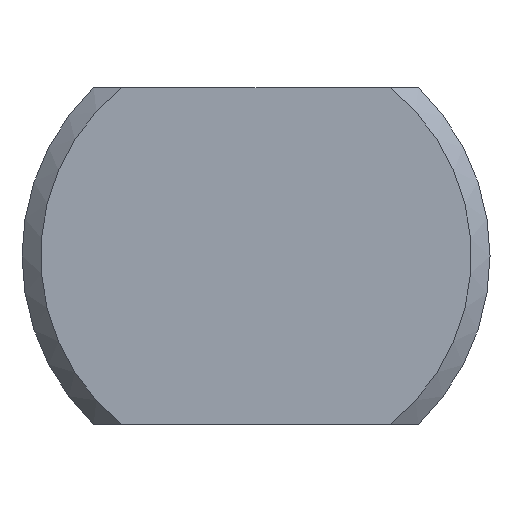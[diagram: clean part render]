
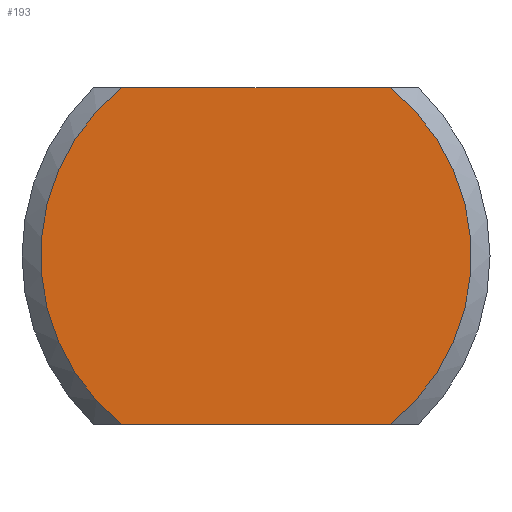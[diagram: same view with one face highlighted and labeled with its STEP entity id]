
A CAD part, left-side view. The second image highlights one B-rep face of the part: STEP entity #193.
In plain terms, the highlighted planar face has unit normal (-1, 0, 0).
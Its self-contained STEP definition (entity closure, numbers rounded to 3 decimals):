
#34 = DIRECTION ( 'NONE',  ( -1., 0., 0. ) ) ;
#42 = DIRECTION ( 'NONE',  ( 0., 0., -1. ) ) ;
#72 = CARTESIAN_POINT ( 'NONE',  ( 0., -25.945, -9. ) ) ;
#75 = AXIS2_PLACEMENT_3D ( 'NONE', #427, #552, #213 ) ;
#86 = DIRECTION ( 'NONE',  ( -1., 0., 0. ) ) ;
#96 = EDGE_CURVE ( 'NONE', #237, #146, #301, .T. ) ;
#98 = VERTEX_POINT ( 'NONE', #417 ) ;
#99 = EDGE_CURVE ( 'NONE', #98, #394, #243, .T. ) ;
#109 = EDGE_LOOP ( 'NONE', ( #240, #214, #220, #445 ) ) ;
#124 = FACE_OUTER_BOUND ( 'NONE', #109, .T. ) ;
#138 = EDGE_CURVE ( 'NONE', #394, #237, #254, .T. ) ;
#142 = VECTOR ( 'NONE', #257, 1000. ) ;
#146 = VERTEX_POINT ( 'NONE', #332 ) ;
#163 = DIRECTION ( 'NONE',  ( 0., -1., 0. ) ) ;
#173 = PLANE ( 'NONE',  #75 ) ;
#177 = VECTOR ( 'NONE', #163, 1000. ) ;
#189 = AXIS2_PLACEMENT_3D ( 'NONE', #434, #86, #42 ) ;
#193 = ADVANCED_FACE ( 'NONE', ( #124 ), #173, .F. ) ;
#213 = DIRECTION ( 'NONE',  ( 0., 0., -1. ) ) ;
#214 = ORIENTED_EDGE ( 'NONE', *, *, #456, .T. ) ;
#220 = ORIENTED_EDGE ( 'NONE', *, *, #99, .T. ) ;
#237 = VERTEX_POINT ( 'NONE', #322 ) ;
#240 = ORIENTED_EDGE ( 'NONE', *, *, #96, .T. ) ;
#243 = LINE ( 'NONE', #72, #177 ) ;
#254 = CIRCLE ( 'NONE', #189, 11.5 ) ;
#257 = DIRECTION ( 'NONE',  ( 0., 1., 0. ) ) ;
#301 = LINE ( 'NONE', #370, #142 ) ;
#307 = AXIS2_PLACEMENT_3D ( 'NONE', #402, #34, #549 ) ;
#322 = CARTESIAN_POINT ( 'NONE',  ( 0., -7.159, 9. ) ) ;
#326 = CIRCLE ( 'NONE', #307, 11.5 ) ;
#332 = CARTESIAN_POINT ( 'NONE',  ( 0., 7.159, 9. ) ) ;
#370 = CARTESIAN_POINT ( 'NONE',  ( 0., -25.945, 9. ) ) ;
#394 = VERTEX_POINT ( 'NONE', #432 ) ;
#402 = CARTESIAN_POINT ( 'NONE',  ( 0., 0., 0. ) ) ;
#417 = CARTESIAN_POINT ( 'NONE',  ( 0., 7.159, -9. ) ) ;
#427 = CARTESIAN_POINT ( 'NONE',  ( 0., 0., 0. ) ) ;
#432 = CARTESIAN_POINT ( 'NONE',  ( 0., -7.159, -9. ) ) ;
#434 = CARTESIAN_POINT ( 'NONE',  ( 0., 0., 0. ) ) ;
#445 = ORIENTED_EDGE ( 'NONE', *, *, #138, .T. ) ;
#456 = EDGE_CURVE ( 'NONE', #146, #98, #326, .T. ) ;
#549 = DIRECTION ( 'NONE',  ( 0., 0., -1. ) ) ;
#552 = DIRECTION ( 'NONE',  ( 1., 0., 0. ) ) ;
